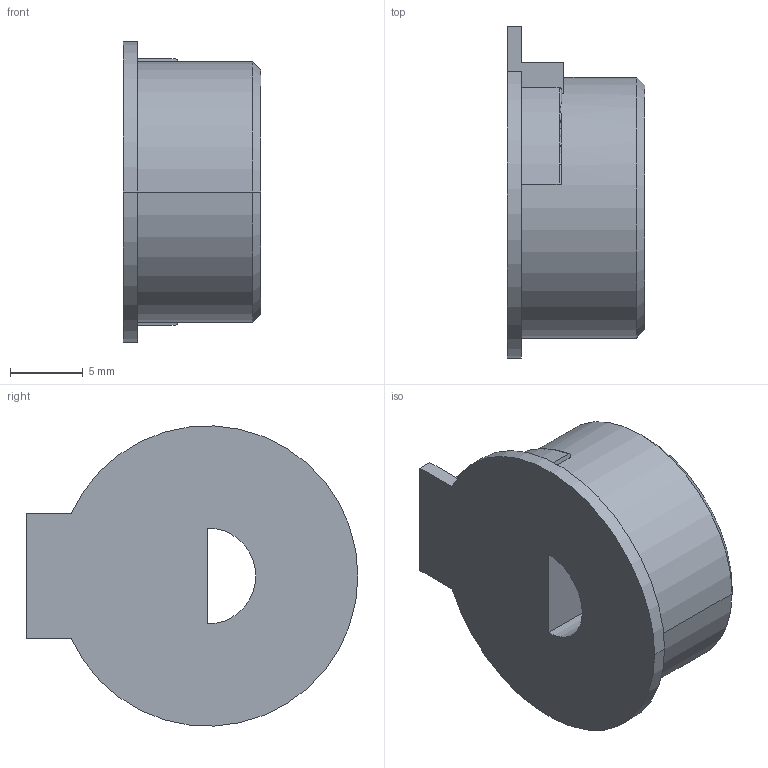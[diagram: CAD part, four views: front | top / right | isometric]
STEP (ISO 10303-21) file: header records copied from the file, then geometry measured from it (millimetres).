
FILE_DESCRIPTION (( 'STEP AP214' ), '1' );
FILE_NAME ('solid_encoder3.STEP', '2020-03-24T18:05:04', ( '' ), ( '' ), 'SwSTEP 2.0', 'SolidWorks 2019', '' );
FILE_SCHEMA (( 'AUTOMOTIVE_DESIGN' ));
Length unit declared in the file: centimetre
Products named in the file (1): solid_encoder3
Bounding box: 9.47 x 22.83 x 20.65 mm (x, y, z)
Volume: 2276.7 mm3; surface area: 1407.4 mm2
Topology: 1 solids, 1 shells, 25 faces, 67 edges, 44 vertices
Faces by surface type: plane 13, cylinder 8, cone 2, torus 2
Entity records: 843 total; most frequent: CARTESIAN_POINT 155, DIRECTION 143, ORIENTED_EDGE 134, EDGE_CURVE 67, AXIS2_PLACEMENT_3D 52, VERTEX_POINT 44, VECTOR 39, LINE 39
